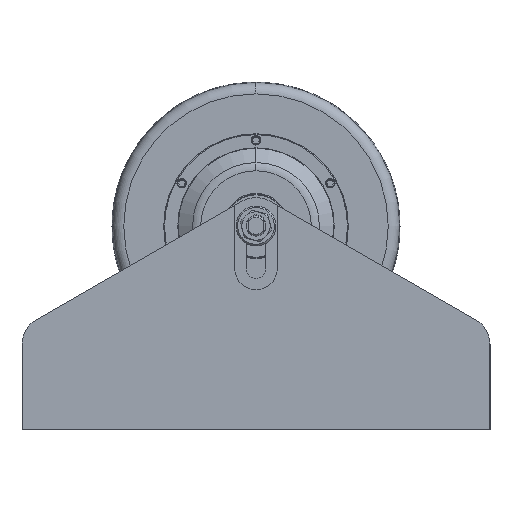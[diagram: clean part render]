
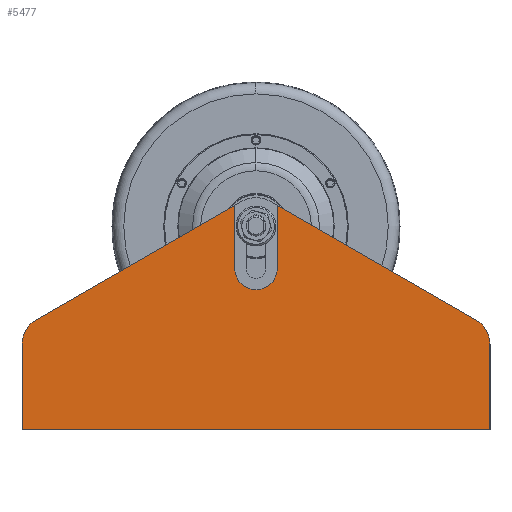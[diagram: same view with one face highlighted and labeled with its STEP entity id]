
A CAD part, top view. The second image highlights one B-rep face of the part: STEP entity #5477.
In plain terms, the highlighted planar face has unit normal (0, 0, 1).
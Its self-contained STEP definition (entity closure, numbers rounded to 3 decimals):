
#130 = EDGE_CURVE ( 'NONE', #8949, #502, #15489, .T. ) ;
#205 = ORIENTED_EDGE ( 'NONE', *, *, #10446, .T. ) ;
#304 = ORIENTED_EDGE ( 'NONE', *, *, #3068, .T. ) ;
#502 = VERTEX_POINT ( 'NONE', #9503 ) ;
#938 = LINE ( 'NONE', #6689, #19694 ) ;
#2427 = DIRECTION ( 'NONE',  ( -0.867, -0.499, 0. ) ) ;
#2695 = CARTESIAN_POINT ( 'NONE',  ( 165., 0., 0. ) ) ;
#2784 = VERTEX_POINT ( 'NONE', #18033 ) ;
#2928 = CARTESIAN_POINT ( 'NONE',  ( -15., 187.5, 0. ) ) ;
#2936 = DIRECTION ( 'NONE',  ( 0., 0., 1. ) ) ;
#3068 = EDGE_CURVE ( 'NONE', #22239, #3308, #6715, .T. ) ;
#3308 = VERTEX_POINT ( 'NONE', #8028 ) ;
#3623 = ORIENTED_EDGE ( 'NONE', *, *, #17632, .F. ) ;
#3810 = ORIENTED_EDGE ( 'NONE', *, *, #15910, .T. ) ;
#4270 = CARTESIAN_POINT ( 'NONE',  ( 145., 60., 0. ) ) ;
#4628 = DIRECTION ( 'NONE',  ( 0., -1., 0. ) ) ;
#5296 = VECTOR ( 'NONE', #2427, 1000. ) ;
#5477 = ADVANCED_FACE ( 'NONE', ( #8339 ), #6193, .T. ) ;
#6193 = PLANE ( 'NONE',  #8610 ) ;
#6595 = CARTESIAN_POINT ( 'NONE',  ( -165., 60., 0. ) ) ;
#6689 = CARTESIAN_POINT ( 'NONE',  ( 15., 187.5, 0. ) ) ;
#6715 = LINE ( 'NONE', #6595, #13735 ) ;
#6892 = LINE ( 'NONE', #2928, #13730 ) ;
#7083 = ORIENTED_EDGE ( 'NONE', *, *, #18083, .F. ) ;
#7319 = ORIENTED_EDGE ( 'NONE', *, *, #130, .T. ) ;
#8028 = CARTESIAN_POINT ( 'NONE',  ( -165., 0., 0. ) ) ;
#8095 = ORIENTED_EDGE ( 'NONE', *, *, #21642, .F. ) ;
#8339 = FACE_OUTER_BOUND ( 'NONE', #23207, .T. ) ;
#8610 = AXIS2_PLACEMENT_3D ( 'NONE', #4270, #2936, #15640 ) ;
#8668 = CARTESIAN_POINT ( 'NONE',  ( 9.981, 160.832, 0. ) ) ;
#8949 = VERTEX_POINT ( 'NONE', #16677 ) ;
#9377 = CARTESIAN_POINT ( 'NONE',  ( -165., 60., 0. ) ) ;
#9490 = CIRCLE ( 'NONE', #22927, 20. ) ;
#9503 = CARTESIAN_POINT ( 'NONE',  ( 165., 60., 0. ) ) ;
#10084 = DIRECTION ( 'NONE',  ( 0., -1., 0. ) ) ;
#10118 = VERTEX_POINT ( 'NONE', #17898 ) ;
#10446 = EDGE_CURVE ( 'NONE', #502, #10118, #9490, .T. ) ;
#11104 = VECTOR ( 'NONE', #16270, 1000. ) ;
#11289 = CARTESIAN_POINT ( 'NONE',  ( 15., 157.941, 0. ) ) ;
#11809 = AXIS2_PLACEMENT_3D ( 'NONE', #16934, #18518, #14906 ) ;
#11884 = DIRECTION ( 'NONE',  ( 1., 0., 0. ) ) ;
#12749 = EDGE_CURVE ( 'NONE', #10118, #22515, #23347, .T. ) ;
#12810 = DIRECTION ( 'NONE',  ( 1., 0., 0. ) ) ;
#12859 = LINE ( 'NONE', #18517, #5296 ) ;
#12912 = EDGE_CURVE ( 'NONE', #19087, #16835, #12859, .T. ) ;
#13034 = CARTESIAN_POINT ( 'NONE',  ( 15., 113.5, 0. ) ) ;
#13071 = ORIENTED_EDGE ( 'NONE', *, *, #12749, .T. ) ;
#13730 = VECTOR ( 'NONE', #4628, 1000. ) ;
#13735 = VECTOR ( 'NONE', #10084, 1000. ) ;
#14155 = VECTOR ( 'NONE', #21409, 1000. ) ;
#14239 = EDGE_CURVE ( 'NONE', #16835, #22239, #16403, .T. ) ;
#14861 = CIRCLE ( 'NONE', #11809, 15. ) ;
#14906 = DIRECTION ( 'NONE',  ( 1., 0., 0. ) ) ;
#15031 = VERTEX_POINT ( 'NONE', #13034 ) ;
#15489 = LINE ( 'NONE', #2695, #14155 ) ;
#15546 = DIRECTION ( 'NONE',  ( 0., 1., 0. ) ) ;
#15640 = DIRECTION ( 'NONE',  ( 1., 0., 0. ) ) ;
#15910 = EDGE_CURVE ( 'NONE', #3308, #8949, #16154, .T. ) ;
#15912 = CARTESIAN_POINT ( 'NONE',  ( -145., 60., 0. ) ) ;
#16154 = LINE ( 'NONE', #21840, #11104 ) ;
#16270 = DIRECTION ( 'NONE',  ( 1., 0., 0. ) ) ;
#16403 = CIRCLE ( 'NONE', #23726, 20. ) ;
#16552 = ORIENTED_EDGE ( 'NONE', *, *, #12912, .T. ) ;
#16677 = CARTESIAN_POINT ( 'NONE',  ( 165., 0., 0. ) ) ;
#16835 = VERTEX_POINT ( 'NONE', #23107 ) ;
#16934 = CARTESIAN_POINT ( 'NONE',  ( 0., 113.5, 0. ) ) ;
#17632 = EDGE_CURVE ( 'NONE', #2784, #15031, #14861, .T. ) ;
#17898 = CARTESIAN_POINT ( 'NONE',  ( 154.981, 77.332, 0. ) ) ;
#17998 = DIRECTION ( 'NONE',  ( 0., 0., 1. ) ) ;
#18033 = CARTESIAN_POINT ( 'NONE',  ( -15., 113.5, 0. ) ) ;
#18050 = DIRECTION ( 'NONE',  ( -0.867, 0.499, 0. ) ) ;
#18083 = EDGE_CURVE ( 'NONE', #19087, #2784, #6892, .T. ) ;
#18167 = CARTESIAN_POINT ( 'NONE',  ( -15., 157.941, 0. ) ) ;
#18517 = CARTESIAN_POINT ( 'NONE',  ( -9.981, 160.832, 0. ) ) ;
#18518 = DIRECTION ( 'NONE',  ( 0., 0., 1. ) ) ;
#18538 = ORIENTED_EDGE ( 'NONE', *, *, #14239, .T. ) ;
#19087 = VERTEX_POINT ( 'NONE', #18167 ) ;
#19093 = CARTESIAN_POINT ( 'NONE',  ( 145., 60., 0. ) ) ;
#19491 = VECTOR ( 'NONE', #18050, 1000. ) ;
#19694 = VECTOR ( 'NONE', #15546, 1000. ) ;
#21409 = DIRECTION ( 'NONE',  ( 0., 1., 0. ) ) ;
#21642 = EDGE_CURVE ( 'NONE', #15031, #22515, #938, .T. ) ;
#21840 = CARTESIAN_POINT ( 'NONE',  ( -165., 0., 0. ) ) ;
#22239 = VERTEX_POINT ( 'NONE', #9377 ) ;
#22515 = VERTEX_POINT ( 'NONE', #11289 ) ;
#22832 = DIRECTION ( 'NONE',  ( 0., 0., 1. ) ) ;
#22927 = AXIS2_PLACEMENT_3D ( 'NONE', #19093, #22832, #11884 ) ;
#23107 = CARTESIAN_POINT ( 'NONE',  ( -154.981, 77.332, 0. ) ) ;
#23207 = EDGE_LOOP ( 'NONE', ( #8095, #3623, #7083, #16552, #18538, #304, #3810, #7319, #205, #13071 ) ) ;
#23347 = LINE ( 'NONE', #8668, #19491 ) ;
#23726 = AXIS2_PLACEMENT_3D ( 'NONE', #15912, #17998, #12810 ) ;
